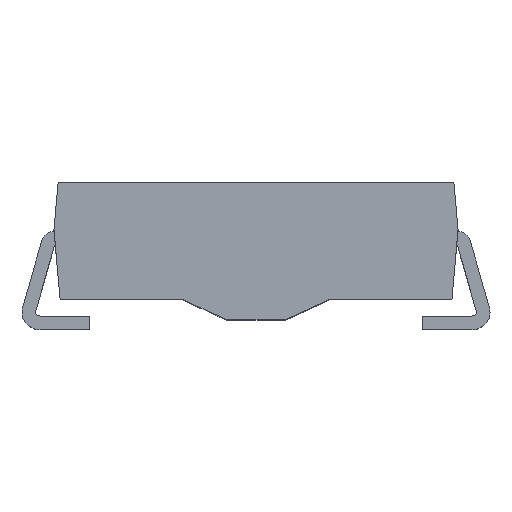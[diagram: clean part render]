
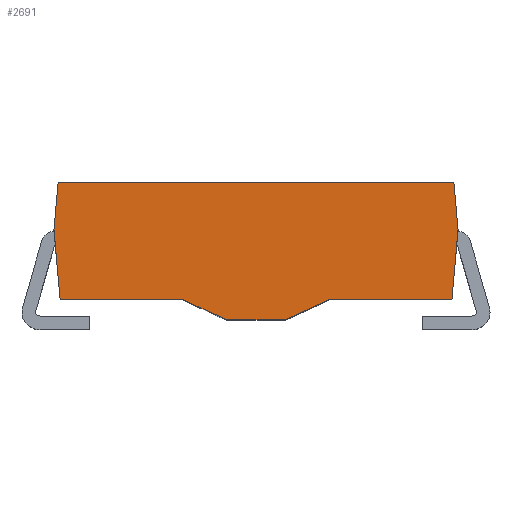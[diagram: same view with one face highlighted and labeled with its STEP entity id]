
A CAD part, top view. The second image highlights one B-rep face of the part: STEP entity #2691.
In plain terms, the highlighted planar face has unit normal (0, 0, 1).
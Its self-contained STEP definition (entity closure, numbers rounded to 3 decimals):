
#83=LINE('',#3561,#246);
#89=LINE('',#3776,#252);
#107=LINE('',#3811,#270);
#109=LINE('',#3815,#272);
#110=LINE('',#3817,#273);
#116=LINE('',#3829,#279);
#118=LINE('',#3833,#281);
#120=LINE('',#3837,#283);
#122=LINE('',#3841,#285);
#124=LINE('',#3845,#287);
#126=LINE('',#3849,#289);
#127=LINE('',#3851,#290);
#128=LINE('',#3853,#291);
#129=LINE('',#3855,#292);
#246=VECTOR('',#2941,1000.);
#252=VECTOR('',#2949,1000.);
#270=VECTOR('',#2971,1000.);
#272=VECTOR('',#2975,1000.);
#273=VECTOR('',#2978,1000.);
#279=VECTOR('',#2986,1000.);
#281=VECTOR('',#2990,1000.);
#283=VECTOR('',#2994,1000.);
#285=VECTOR('',#2998,1000.);
#287=VECTOR('',#3002,1000.);
#289=VECTOR('',#3006,1000.);
#290=VECTOR('',#3009,1000.);
#291=VECTOR('',#3010,1000.);
#292=VECTOR('',#3011,1000.);
#533=ORIENTED_EDGE('',*,*,#1134,.T.);
#534=ORIENTED_EDGE('',*,*,#1096,.T.);
#535=ORIENTED_EDGE('',*,*,#1116,.T.);
#536=ORIENTED_EDGE('',*,*,#1114,.T.);
#537=ORIENTED_EDGE('',*,*,#1133,.T.);
#538=ORIENTED_EDGE('',*,*,#1131,.T.);
#539=ORIENTED_EDGE('',*,*,#1129,.T.);
#540=ORIENTED_EDGE('',*,*,#1127,.T.);
#541=ORIENTED_EDGE('',*,*,#1125,.T.);
#542=ORIENTED_EDGE('',*,*,#1123,.T.);
#543=ORIENTED_EDGE('',*,*,#1117,.T.);
#544=ORIENTED_EDGE('',*,*,#1062,.T.);
#545=ORIENTED_EDGE('',*,*,#1135,.F.);
#546=ORIENTED_EDGE('',*,*,#1136,.F.);
#1062=EDGE_CURVE('',#1374,#1372,#83,.T.);
#1096=EDGE_CURVE('',#1405,#1407,#89,.T.);
#1114=EDGE_CURVE('',#1423,#1422,#107,.T.);
#1116=EDGE_CURVE('',#1407,#1423,#109,.T.);
#1117=EDGE_CURVE('',#1424,#1374,#110,.T.);
#1123=EDGE_CURVE('',#1429,#1424,#116,.T.);
#1125=EDGE_CURVE('',#1430,#1429,#118,.T.);
#1127=EDGE_CURVE('',#1431,#1430,#120,.T.);
#1129=EDGE_CURVE('',#1432,#1431,#122,.T.);
#1131=EDGE_CURVE('',#1433,#1432,#124,.T.);
#1133=EDGE_CURVE('',#1422,#1433,#126,.T.);
#1134=EDGE_CURVE('',#1434,#1405,#127,.T.);
#1135=EDGE_CURVE('',#1435,#1372,#128,.T.);
#1136=EDGE_CURVE('',#1434,#1435,#129,.T.);
#1372=VERTEX_POINT('',#3559);
#1374=VERTEX_POINT('',#3562);
#1405=VERTEX_POINT('',#3771);
#1407=VERTEX_POINT('',#3775);
#1422=VERTEX_POINT('',#3810);
#1423=VERTEX_POINT('',#3812);
#1424=VERTEX_POINT('',#3818);
#1429=VERTEX_POINT('',#3830);
#1430=VERTEX_POINT('',#3834);
#1431=VERTEX_POINT('',#3838);
#1432=VERTEX_POINT('',#3842);
#1433=VERTEX_POINT('',#3846);
#1434=VERTEX_POINT('',#3852);
#1435=VERTEX_POINT('',#3854);
#1695=EDGE_LOOP('',(#533,#534,#535,#536,#537,#538,#539,#540,#541,#542,#543,
#544,#545,#546));
#1826=FACE_BOUND('',#1695,.T.);
#1947=PLANE('',#2820);
#2691=ADVANCED_FACE('',(#1826),#1947,.T.);
#2820=AXIS2_PLACEMENT_3D('',#3850,#3007,#3008);
#2941=DIRECTION('',(-1.,0.,0.));
#2949=DIRECTION('',(-1.,0.,0.));
#2971=DIRECTION('',(0.088,-0.996,0.));
#2975=DIRECTION('',(-0.088,-0.996,0.));
#2978=DIRECTION('',(-0.088,0.996,0.));
#2986=DIRECTION('',(0.088,0.996,0.));
#2990=DIRECTION('',(1.,0.,0.));
#2994=DIRECTION('',(0.908,0.42,0.));
#2998=DIRECTION('',(1.,0.,0.));
#3002=DIRECTION('',(0.908,-0.42,0.));
#3006=DIRECTION('',(1.,0.,0.));
#3007=DIRECTION('',(0.,0.,1.));
#3008=DIRECTION('',(1.,0.,0.));
#3009=DIRECTION('',(0.,1.,0.));
#3010=DIRECTION('',(0.,1.,0.));
#3011=DIRECTION('',(1.,0.,0.));
#3559=CARTESIAN_POINT('',(-2.6,1.005,2.953));
#3561=CARTESIAN_POINT('',(3.357,1.005,2.953));
#3562=CARTESIAN_POINT('',(3.357,1.005,2.953));
#3771=CARTESIAN_POINT('',(-2.83,1.005,2.953));
#3775=CARTESIAN_POINT('',(-3.357,1.005,2.953));
#3776=CARTESIAN_POINT('',(3.357,1.005,2.953));
#3810=CARTESIAN_POINT('',(-3.324,-0.985,2.953));
#3811=CARTESIAN_POINT('',(-3.428,0.198,2.953));
#3812=CARTESIAN_POINT('',(-3.428,0.198,2.953));
#3815=CARTESIAN_POINT('',(-3.357,1.005,2.953));
#3817=CARTESIAN_POINT('',(3.428,0.198,2.953));
#3818=CARTESIAN_POINT('',(3.428,0.198,2.953));
#3829=CARTESIAN_POINT('',(3.335,-0.865,2.953));
#3830=CARTESIAN_POINT('',(3.324,-0.985,2.953));
#3833=CARTESIAN_POINT('',(2.188,-0.985,2.953));
#3834=CARTESIAN_POINT('',(1.247,-0.985,2.953));
#3837=CARTESIAN_POINT('',(0.5,-1.33,2.953));
#3838=CARTESIAN_POINT('',(0.5,-1.33,2.953));
#3841=CARTESIAN_POINT('',(-0.5,-1.33,2.953));
#3842=CARTESIAN_POINT('',(-0.5,-1.33,2.953));
#3845=CARTESIAN_POINT('',(-1.246,-0.985,2.953));
#3846=CARTESIAN_POINT('',(-1.246,-0.985,2.953));
#3849=CARTESIAN_POINT('',(-2.187,-0.985,2.953));
#3850=CARTESIAN_POINT('',(0.,0.,2.953));
#3851=CARTESIAN_POINT('',(-2.83,1.003,2.953));
#3852=CARTESIAN_POINT('',(-2.83,1.003,2.953));
#3853=CARTESIAN_POINT('',(-2.6,1.003,2.953));
#3854=CARTESIAN_POINT('',(-2.6,1.003,2.953));
#3855=CARTESIAN_POINT('',(-2.83,1.003,2.953));
